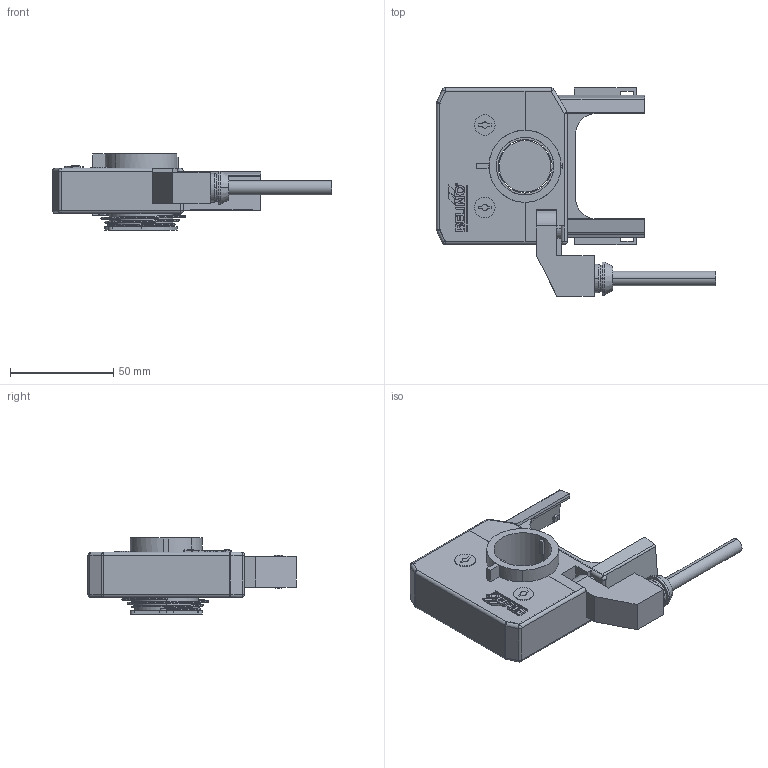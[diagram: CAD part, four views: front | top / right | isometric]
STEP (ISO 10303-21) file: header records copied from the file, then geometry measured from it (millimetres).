
FILE_DESCRIPTION(('no description'),'unknown implementation level');
FILE_NAME('Belimo_S2A-300 GR_3D.stp',' ',('pit-cup GmbH'),('CADClick - KiM GmbH - www.kimweb.de'),'unknown preprocess','ACIS','unknown authorization');
FILE_SCHEMA(('automotive_design'));
Length unit declared in the file: millimetre
Products named in the file (5): 1; 2; 3; 4; 5
Bounding box: 135.5 x 101 x 37.1 mm (x, y, z)
Volume: 110235.2 mm3; surface area: 43596.6 mm2
Topology: 5 solids, 5 shells, 505 faces, 1364 edges, 874 vertices
Faces by surface type: plane 319, cylinder 147, sphere 18, bspline 15, cone 6
Entity records: 42229 total; most frequent: CARTESIAN_POINT 14187, STYLED_ITEM 2730, PRESENTATION_STYLE_ASSIGNMENT 2730, COLOUR_RGB 2730, ORIENTED_EDGE 2696, DIRECTION 2662, EDGE_CURVE 1348, CURVE_STYLE 1348
